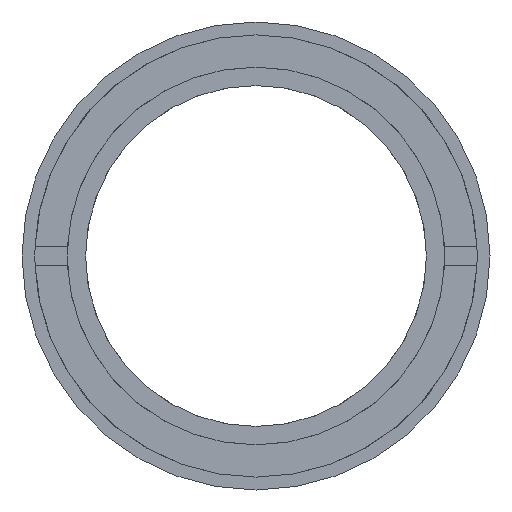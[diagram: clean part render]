
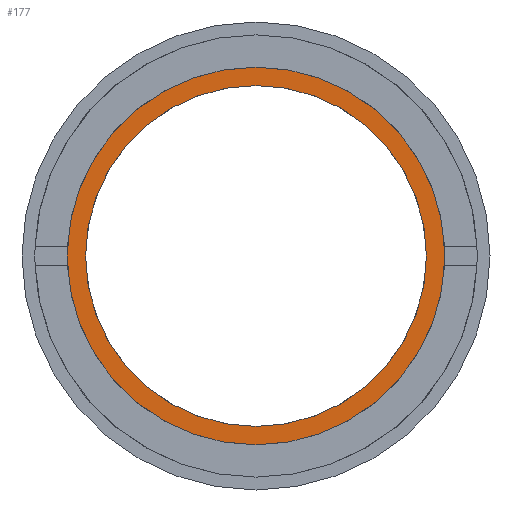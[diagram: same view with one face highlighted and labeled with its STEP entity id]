
A CAD part, front view. The second image highlights one B-rep face of the part: STEP entity #177.
In plain terms, the highlighted planar face has unit normal (0, -1, 0).
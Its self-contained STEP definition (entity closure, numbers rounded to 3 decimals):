
#37 = ORIENTED_EDGE ( 'NONE', *, *, #1148, .F. ) ;
#41 = AXIS2_PLACEMENT_3D ( 'NONE', #1260, #196, #198 ) ;
#54 = VERTEX_POINT ( 'NONE', #974 ) ;
#115 = DIRECTION ( 'NONE',  ( 0., 1., 0. ) ) ;
#116 = VERTEX_POINT ( 'NONE', #1118 ) ;
#161 = DIRECTION ( 'NONE',  ( 0., 0., 1. ) ) ;
#164 = DIRECTION ( 'NONE',  ( 0., -1., 0. ) ) ;
#177 = ADVANCED_FACE ( 'NONE', ( #1138, #1133 ), #1127, .T. ) ;
#181 = CARTESIAN_POINT ( 'NONE',  ( 0., 5., 0. ) ) ;
#195 = CARTESIAN_POINT ( 'NONE',  ( -18.5, 5., 0. ) ) ;
#196 = DIRECTION ( 'NONE',  ( 0., 1., 0. ) ) ;
#198 = DIRECTION ( 'NONE',  ( 0., 0., 1. ) ) ;
#202 = CARTESIAN_POINT ( 'NONE',  ( 0., 5., 0. ) ) ;
#209 = DIRECTION ( 'NONE',  ( 0., 0., 1. ) ) ;
#214 = AXIS2_PLACEMENT_3D ( 'NONE', #181, #1035, #224 ) ;
#224 = DIRECTION ( 'NONE',  ( 0., 0., 1. ) ) ;
#271 = ORIENTED_EDGE ( 'NONE', *, *, #342, .T. ) ;
#296 = ORIENTED_EDGE ( 'NONE', *, *, #1095, .F. ) ;
#316 = VERTEX_POINT ( 'NONE', #1284 ) ;
#342 = EDGE_CURVE ( 'NONE', #855, #116, #849, .T. ) ;
#371 = CIRCLE ( 'NONE', #979, 18.5 ) ;
#422 = CIRCLE ( 'NONE', #214, 21.1 ) ;
#647 = CIRCLE ( 'NONE', #41, 21.1 ) ;
#687 = CARTESIAN_POINT ( 'NONE',  ( 0., 5., 18.5 ) ) ;
#769 = AXIS2_PLACEMENT_3D ( 'NONE', #1228, #115, #209 ) ;
#849 = CIRCLE ( 'NONE', #769, 18.5 ) ;
#855 = VERTEX_POINT ( 'NONE', #687 ) ;
#919 = DIRECTION ( 'NONE',  ( 0., 1., 0. ) ) ;
#974 = CARTESIAN_POINT ( 'NONE',  ( 0., 5., 21.1 ) ) ;
#979 = AXIS2_PLACEMENT_3D ( 'NONE', #202, #919, #161 ) ;
#998 = EDGE_LOOP ( 'NONE', ( #271, #1032 ) ) ;
#999 = AXIS2_PLACEMENT_3D ( 'NONE', #195, #164, #1250 ) ;
#1012 = EDGE_LOOP ( 'NONE', ( #296, #37 ) ) ;
#1032 = ORIENTED_EDGE ( 'NONE', *, *, #1307, .T. ) ;
#1035 = DIRECTION ( 'NONE',  ( 0., 1., 0. ) ) ;
#1095 = EDGE_CURVE ( 'NONE', #54, #316, #422, .T. ) ;
#1118 = CARTESIAN_POINT ( 'NONE',  ( 0., 5., -18.5 ) ) ;
#1127 = PLANE ( 'NONE',  #999 ) ;
#1133 = FACE_OUTER_BOUND ( 'NONE', #1012, .T. ) ;
#1138 = FACE_BOUND ( 'NONE', #998, .T. ) ;
#1148 = EDGE_CURVE ( 'NONE', #316, #54, #647, .T. ) ;
#1228 = CARTESIAN_POINT ( 'NONE',  ( 0., 5., 0. ) ) ;
#1250 = DIRECTION ( 'NONE',  ( 0., 0., -1. ) ) ;
#1260 = CARTESIAN_POINT ( 'NONE',  ( 0., 5., 0. ) ) ;
#1284 = CARTESIAN_POINT ( 'NONE',  ( 0., 5., -21.1 ) ) ;
#1307 = EDGE_CURVE ( 'NONE', #116, #855, #371, .T. ) ;
